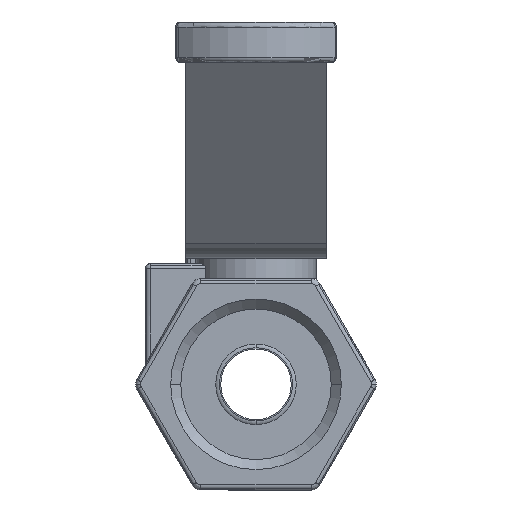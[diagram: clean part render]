
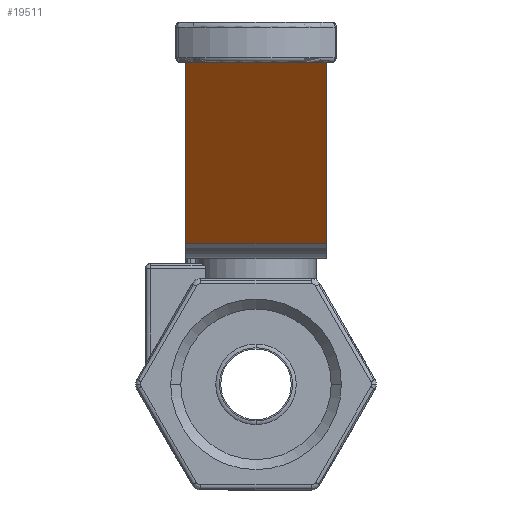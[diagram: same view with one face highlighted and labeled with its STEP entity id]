
A CAD part, front view. The second image highlights one B-rep face of the part: STEP entity #19511.
In plain terms, the highlighted planar face has unit normal (0, -0.787, -0.617).
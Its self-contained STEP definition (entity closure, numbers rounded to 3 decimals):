
#19453=CARTESIAN_POINT('',(7.,-16.147,14.031));
#19454=VERTEX_POINT('',#19453);
#19455=CARTESIAN_POINT('',(-7.,-16.147,14.031));
#19456=VERTEX_POINT('',#19455);
#19457=CARTESIAN_POINT('',(7.,-16.147,14.031));
#19458=DIRECTION('',(-1.0,0.,0.));
#19459=VECTOR('',#19458,14.);
#19460=LINE('',#19457,#19459);
#19461=EDGE_CURVE('',#19454,#19456,#19460,.T.);
#19481=CARTESIAN_POINT('',(7.,-16.147,14.031));
#19482=DIRECTION('',(0.,-0.787,-0.617));
#19483=DIRECTION('',(-1.0,0.,0.));
#19484=AXIS2_PLACEMENT_3D('',#19481,#19482,#19483);
#19485=PLANE('',#19484);
#19486=CARTESIAN_POINT('',(7.,-30.426,32.234));
#19487=VERTEX_POINT('',#19486);
#19488=CARTESIAN_POINT('',(-7.,-30.426,32.234));
#19489=VERTEX_POINT('',#19488);
#19490=CARTESIAN_POINT('',(7.,-30.426,32.234));
#19491=DIRECTION('',(-1.0,0.,0.));
#19492=VECTOR('',#19491,14.);
#19493=LINE('',#19490,#19492);
#19494=EDGE_CURVE('',#19487,#19489,#19493,.T.);
#19495=ORIENTED_EDGE('',*,*,#19494,.T.);
#19496=CARTESIAN_POINT('',(-7.,-16.147,14.031));
#19497=DIRECTION('',(0.,-0.617,0.787));
#19498=VECTOR('',#19497,23.135);
#19499=LINE('',#19496,#19498);
#19500=EDGE_CURVE('',#19456,#19489,#19499,.T.);
#19501=ORIENTED_EDGE('',*,*,#19500,.F.);
#19502=ORIENTED_EDGE('',*,*,#19461,.F.);
#19503=CARTESIAN_POINT('',(7.,-16.147,14.031));
#19504=DIRECTION('',(0.,-0.617,0.787));
#19505=VECTOR('',#19504,23.135);
#19506=LINE('',#19503,#19505);
#19507=EDGE_CURVE('',#19454,#19487,#19506,.T.);
#19508=ORIENTED_EDGE('',*,*,#19507,.T.);
#19509=EDGE_LOOP('',(#19495,#19501,#19502,#19508));
#19510=FACE_OUTER_BOUND('',#19509,.T.);
#19511=ADVANCED_FACE('',(#19510),#19485,.T.);
